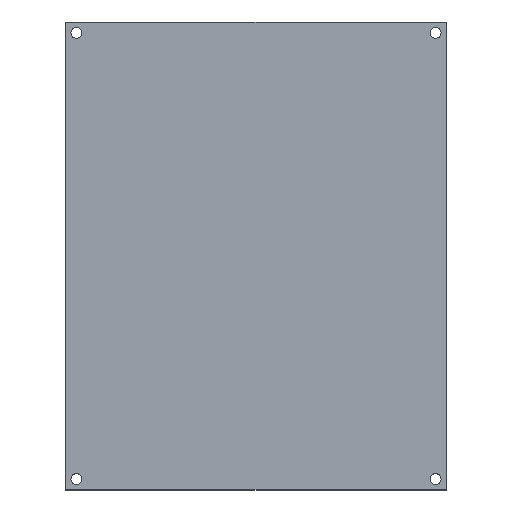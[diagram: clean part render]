
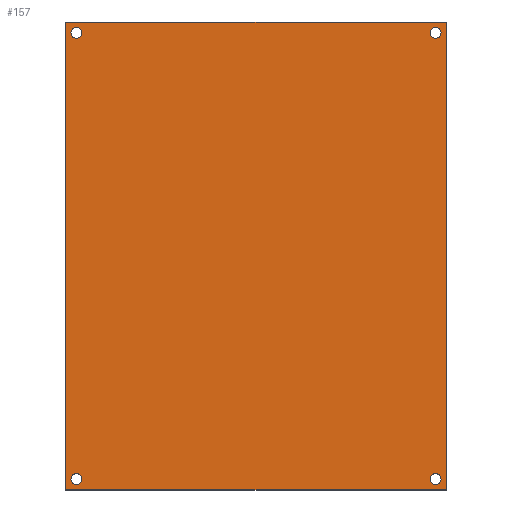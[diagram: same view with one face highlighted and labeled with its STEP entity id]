
A CAD part, top view. The second image highlights one B-rep face of the part: STEP entity #157.
In plain terms, the highlighted planar face has unit normal (0, 0, 1).
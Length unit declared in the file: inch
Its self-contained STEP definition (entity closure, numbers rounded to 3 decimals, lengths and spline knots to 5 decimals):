
#8 = CARTESIAN_POINT ( 'NONE',  ( 4.125, 5.125, 0.115 ) ) ;
#10 = DIRECTION ( 'NONE',  ( 1., 0., 0. ) ) ;
#26 = DIRECTION ( 'NONE',  ( 0., -1., 0. ) ) ;
#31 = VERTEX_POINT ( 'NONE', #145 ) ;
#33 = CARTESIAN_POINT ( 'NONE',  ( 4.125, -5.125, 0.115 ) ) ;
#38 = CARTESIAN_POINT ( 'NONE',  ( -4., 5.125, 0.115 ) ) ;
#40 = ORIENTED_EDGE ( 'NONE', *, *, #210, .F. ) ;
#41 = ORIENTED_EDGE ( 'NONE', *, *, #237, .F. ) ;
#46 = FACE_BOUND ( 'NONE', #301, .T. ) ;
#48 = DIRECTION ( 'NONE',  ( 1., 0., 0. ) ) ;
#50 = DIRECTION ( 'NONE',  ( 1., 0., 0. ) ) ;
#56 = CARTESIAN_POINT ( 'NONE',  ( 4.375, -5.375, 0.115 ) ) ;
#63 = EDGE_CURVE ( 'NONE', #229, #101, #76, .T. ) ;
#65 = CIRCLE ( 'NONE', #158, 0.125 ) ;
#68 = DIRECTION ( 'NONE',  ( 1., 0., 0. ) ) ;
#69 = ORIENTED_EDGE ( 'NONE', *, *, #366, .T. ) ;
#71 = ORIENTED_EDGE ( 'NONE', *, *, #284, .F. ) ;
#74 = FACE_BOUND ( 'NONE', #253, .T. ) ;
#76 = LINE ( 'NONE', #194, #199 ) ;
#82 = CARTESIAN_POINT ( 'NONE',  ( -4.375, 5.375, 0.115 ) ) ;
#91 = DIRECTION ( 'NONE',  ( 0., 0., -1. ) ) ;
#97 = EDGE_LOOP ( 'NONE', ( #247 ) ) ;
#101 = VERTEX_POINT ( 'NONE', #105 ) ;
#105 = CARTESIAN_POINT ( 'NONE',  ( 4.375, 5.375, 0.115 ) ) ;
#111 = FACE_BOUND ( 'NONE', #128, .T. ) ;
#113 = CARTESIAN_POINT ( 'NONE',  ( -4.375, -5.375, 0.115 ) ) ;
#115 = DIRECTION ( 'NONE',  ( 0., 1., 0. ) ) ;
#116 = VECTOR ( 'NONE', #117, 39.37008 ) ;
#117 = DIRECTION ( 'NONE',  ( -1., 0., 0. ) ) ;
#123 = VERTEX_POINT ( 'NONE', #38 ) ;
#125 = CARTESIAN_POINT ( 'NONE',  ( -4., -5.125, 0.115 ) ) ;
#128 = EDGE_LOOP ( 'NONE', ( #242 ) ) ;
#132 = CIRCLE ( 'NONE', #181, 0.125 ) ;
#134 = PLANE ( 'NONE',  #347 ) ;
#139 = CARTESIAN_POINT ( 'NONE',  ( 4.375, 5.375, 0.115 ) ) ;
#140 = CARTESIAN_POINT ( 'NONE',  ( 0., 0., 0.115 ) ) ;
#141 = EDGE_CURVE ( 'NONE', #149, #149, #132, .T. ) ;
#143 = CARTESIAN_POINT ( 'NONE',  ( -4.125, 5.125, 0.115 ) ) ;
#145 = CARTESIAN_POINT ( 'NONE',  ( 4.25, 5.125, 0.115 ) ) ;
#149 = VERTEX_POINT ( 'NONE', #125 ) ;
#157 = ADVANCED_FACE ( 'NONE', ( #338, #111, #74, #46, #160 ), #134, .T. ) ;
#158 = AXIS2_PLACEMENT_3D ( 'NONE', #8, #267, #68 ) ;
#160 = FACE_OUTER_BOUND ( 'NONE', #334, .T. ) ;
#163 = CARTESIAN_POINT ( 'NONE',  ( -4.125, -5.125, 0.115 ) ) ;
#168 = DIRECTION ( 'NONE',  ( 1., 0., 0. ) ) ;
#173 = DIRECTION ( 'NONE',  ( 0., 0., -1. ) ) ;
#176 = VERTEX_POINT ( 'NONE', #290 ) ;
#181 = AXIS2_PLACEMENT_3D ( 'NONE', #163, #279, #306 ) ;
#186 = VERTEX_POINT ( 'NONE', #370 ) ;
#189 = ORIENTED_EDGE ( 'NONE', *, *, #348, .T. ) ;
#194 = CARTESIAN_POINT ( 'NONE',  ( -4.375, 5.375, 0.115 ) ) ;
#199 = VECTOR ( 'NONE', #48, 39.37008 ) ;
#200 = DIRECTION ( 'NONE',  ( 0., 0., 1. ) ) ;
#210 = EDGE_CURVE ( 'NONE', #186, #229, #319, .T. ) ;
#215 = VECTOR ( 'NONE', #115, 39.37008 ) ;
#229 = VERTEX_POINT ( 'NONE', #82 ) ;
#230 = CARTESIAN_POINT ( 'NONE',  ( 4.375, -5.375, 0.115 ) ) ;
#233 = CIRCLE ( 'NONE', #249, 0.125 ) ;
#237 = EDGE_CURVE ( 'NONE', #297, #186, #312, .T. ) ;
#242 = ORIENTED_EDGE ( 'NONE', *, *, #262, .T. ) ;
#243 = CIRCLE ( 'NONE', #271, 0.125 ) ;
#247 = ORIENTED_EDGE ( 'NONE', *, *, #141, .T. ) ;
#249 = AXIS2_PLACEMENT_3D ( 'NONE', #143, #173, #50 ) ;
#253 = EDGE_LOOP ( 'NONE', ( #69 ) ) ;
#260 = LINE ( 'NONE', #139, #329 ) ;
#262 = EDGE_CURVE ( 'NONE', #123, #123, #233, .T. ) ;
#267 = DIRECTION ( 'NONE',  ( 0., 0., -1. ) ) ;
#271 = AXIS2_PLACEMENT_3D ( 'NONE', #33, #91, #10 ) ;
#273 = ORIENTED_EDGE ( 'NONE', *, *, #63, .F. ) ;
#279 = DIRECTION ( 'NONE',  ( 0., 0., -1. ) ) ;
#284 = EDGE_CURVE ( 'NONE', #101, #297, #260, .T. ) ;
#290 = CARTESIAN_POINT ( 'NONE',  ( 4.25, -5.125, 0.115 ) ) ;
#297 = VERTEX_POINT ( 'NONE', #230 ) ;
#301 = EDGE_LOOP ( 'NONE', ( #189 ) ) ;
#306 = DIRECTION ( 'NONE',  ( 1., 0., 0. ) ) ;
#312 = LINE ( 'NONE', #56, #116 ) ;
#319 = LINE ( 'NONE', #113, #215 ) ;
#329 = VECTOR ( 'NONE', #26, 39.37008 ) ;
#334 = EDGE_LOOP ( 'NONE', ( #40, #41, #71, #273 ) ) ;
#338 = FACE_BOUND ( 'NONE', #97, .T. ) ;
#347 = AXIS2_PLACEMENT_3D ( 'NONE', #140, #200, #168 ) ;
#348 = EDGE_CURVE ( 'NONE', #176, #176, #243, .T. ) ;
#366 = EDGE_CURVE ( 'NONE', #31, #31, #65, .T. ) ;
#370 = CARTESIAN_POINT ( 'NONE',  ( -4.375, -5.375, 0.115 ) ) ;
